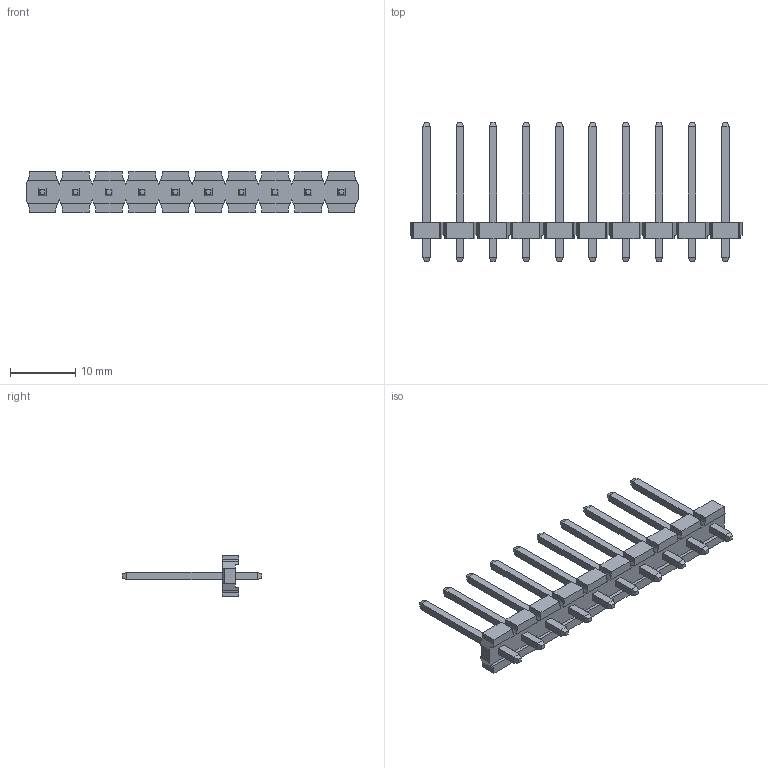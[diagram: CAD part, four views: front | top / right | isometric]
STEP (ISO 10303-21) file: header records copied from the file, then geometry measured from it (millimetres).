
FILE_DESCRIPTION( ('This file contains a STEP AP42 implementation' ,'as created by ZW3D STEP Interface translator.') ,'2;1' );
FILE_NAME( '1925-1110XXS213XXXX.stp' ,'23 321. 84019', (''), ('ZWCAD Software Co.'), 'Version 1.0', 'ZW3D to STEP translator', '' );
FILE_SCHEMA(('AUTOMOTIVE_DESIGN { 1 0 10303 214 1 1 1 1 }'));
Length unit declared in the file: millimetre
Products named in the file (2): 0; 1925-1120XXS213XXXX
Bounding box: 50.8 x 21.3 x 6.3 mm (x, y, z)
Volume: 884.3 mm3; surface area: 2075.9 mm2
Topology: 11 solids, 11 shells, 457 faces, 1158 edges, 732 vertices
Faces by surface type: plane 417, cylinder 40
Entity records: 13886 total; most frequent: CARTESIAN_POINT 2348, ORIENTED_EDGE 2316, DIRECTION 2154, EDGE_CURVE 1158, VECTOR 1078, LINE 1078, VERTEX_POINT 732, AXIS2_PLACEMENT_3D 538
